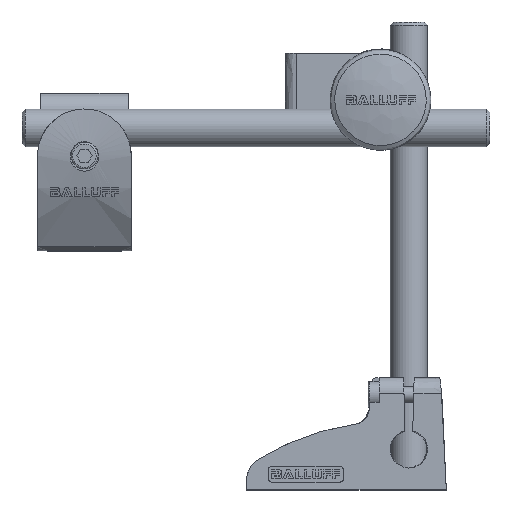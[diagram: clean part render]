
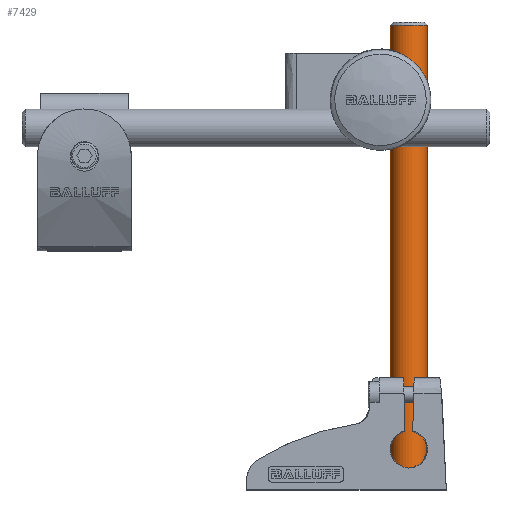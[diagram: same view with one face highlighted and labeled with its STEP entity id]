
A CAD part, top view. The second image highlights one B-rep face of the part: STEP entity #7429.
In plain terms, the highlighted free-form (B-spline) face has degree [2, 1] with [7, 2] control points.
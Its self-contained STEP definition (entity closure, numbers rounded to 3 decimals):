
#7381 = EDGE_CURVE('',#7382,#7382,#7384,.T.);
#7382 = VERTEX_POINT('',#7383);
#7383 = CARTESIAN_POINT('',(0.,1.224,-7.346));
#7384 = ( BOUNDED_CURVE() B_SPLINE_CURVE(2,(#7385,#7386,#7387,#7388,
#7389,#7390,#7391),.UNSPECIFIED.,.T.,.F.) B_SPLINE_CURVE_WITH_KNOTS((1,2
    ,2,2,2,1),(-2.094,0.,2.094,4.189,
6.283,8.378),.UNSPECIFIED.) CURVE() 
GEOMETRIC_REPRESENTATION_ITEM() RATIONAL_B_SPLINE_CURVE((1.,0.5,1.,0.5,
1.,0.5,1.)) REPRESENTATION_ITEM('') );
#7385 = CARTESIAN_POINT('',(0.,1.224,
    -7.346));
#7386 = CARTESIAN_POINT('',(12.723,1.224,
    -7.346));
#7387 = CARTESIAN_POINT('',(6.362,1.224,3.673
    ));
#7388 = CARTESIAN_POINT('',(0.,1.224,
    14.691));
#7389 = CARTESIAN_POINT('',(-6.362,1.224,
    3.673));
#7390 = CARTESIAN_POINT('',(-12.723,1.224,
    -7.346));
#7391 = CARTESIAN_POINT('',(0.,1.224,
    -7.346));
#7429 = ADVANCED_FACE('',(#7430),#7451,.T.);
#7430 = FACE_BOUND('',#7431,.T.);
#7431 = EDGE_LOOP('',(#7432,#7444,#7449,#7450));
#7432 = ORIENTED_EDGE('',*,*,#7433,.T.);
#7433 = EDGE_CURVE('',#7434,#7434,#7436,.T.);
#7434 = VERTEX_POINT('',#7435);
#7435 = CARTESIAN_POINT('',(0.,182.417,-7.346));
#7436 = ( BOUNDED_CURVE() B_SPLINE_CURVE(2,(#7437,#7438,#7439,#7440,
#7441,#7442,#7443),.UNSPECIFIED.,.T.,.F.) B_SPLINE_CURVE_WITH_KNOTS((1,2
    ,2,2,2,1),(-2.094,0.,2.094,4.189,
6.283,8.378),.UNSPECIFIED.) CURVE() 
GEOMETRIC_REPRESENTATION_ITEM() RATIONAL_B_SPLINE_CURVE((1.,0.5,1.,0.5,
1.,0.5,1.)) REPRESENTATION_ITEM('') );
#7437 = CARTESIAN_POINT('',(0.,182.417,
    -7.346));
#7438 = CARTESIAN_POINT('',(12.723,182.417,
    -7.346));
#7439 = CARTESIAN_POINT('',(6.362,182.417,
    3.673));
#7440 = CARTESIAN_POINT('',(0.,182.417,
    14.691));
#7441 = CARTESIAN_POINT('',(-6.362,182.417,
    3.673));
#7442 = CARTESIAN_POINT('',(-12.723,182.417,
    -7.346));
#7443 = CARTESIAN_POINT('',(0.,182.417,
    -7.346));
#7444 = ORIENTED_EDGE('',*,*,#7445,.F.);
#7445 = EDGE_CURVE('',#7382,#7434,#7446,.T.);
#7446 = B_SPLINE_CURVE_WITH_KNOTS('',1,(#7447,#7448),.UNSPECIFIED.,.F.,
  .F.,(2,2),(1.,149.),.PIECEWISE_BEZIER_KNOTS.);
#7447 = CARTESIAN_POINT('',(0.,1.224,
    -7.346));
#7448 = CARTESIAN_POINT('',(0.,182.417,
    -7.346));
#7449 = ORIENTED_EDGE('',*,*,#7381,.F.);
#7450 = ORIENTED_EDGE('',*,*,#7445,.T.);
#7451 = ( BOUNDED_SURFACE() B_SPLINE_SURFACE(2,1,(
    (#7452,#7453)
    ,(#7454,#7455)
    ,(#7456,#7457)
    ,(#7458,#7459)
    ,(#7460,#7461)
    ,(#7462,#7463)
    ,(#7464,#7465
)),.UNSPECIFIED.,.T.,.F.,.F.) B_SPLINE_SURFACE_WITH_KNOTS((1,2,2,2,2,1),
  (2,2),(-2.094,0.,2.094,4.189,6.283,
    8.378),(1.,149.),.UNSPECIFIED.) 
GEOMETRIC_REPRESENTATION_ITEM() RATIONAL_B_SPLINE_SURFACE((
    (1.,1.)
    ,(0.5,0.5)
    ,(1.,1.)
    ,(0.5,0.5)
    ,(1.,1.)
    ,(0.5,0.5)
,(1.,1.))) REPRESENTATION_ITEM('') SURFACE() );
#7452 = CARTESIAN_POINT('',(0.,1.224,-7.346));
#7453 = CARTESIAN_POINT('',(0.,182.417,-7.346));
#7454 = CARTESIAN_POINT('',(-12.723,1.224,
    -7.346));
#7455 = CARTESIAN_POINT('',(-12.723,182.417,
    -7.346));
#7456 = CARTESIAN_POINT('',(-6.362,1.224,
    3.673));
#7457 = CARTESIAN_POINT('',(-6.362,182.417,
    3.673));
#7458 = CARTESIAN_POINT('',(0.,1.224,
    14.691));
#7459 = CARTESIAN_POINT('',(0.,182.417,
    14.691));
#7460 = CARTESIAN_POINT('',(6.362,1.224,3.673
    ));
#7461 = CARTESIAN_POINT('',(6.362,182.417,
    3.673));
#7462 = CARTESIAN_POINT('',(12.723,1.224,
    -7.346));
#7463 = CARTESIAN_POINT('',(12.723,182.417,
    -7.346));
#7464 = CARTESIAN_POINT('',(0.,1.224,-7.346));
#7465 = CARTESIAN_POINT('',(0.,182.417,-7.346));
